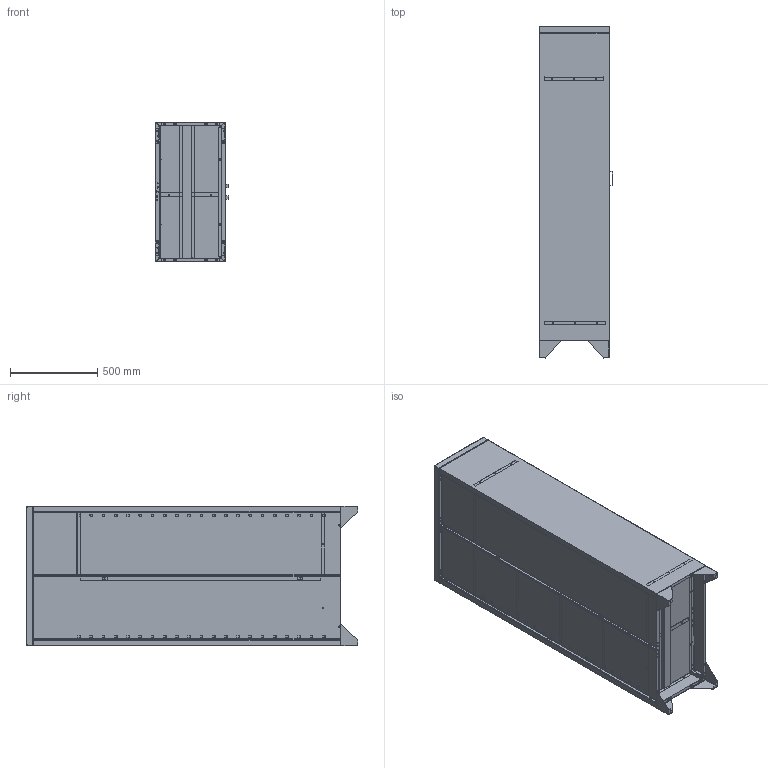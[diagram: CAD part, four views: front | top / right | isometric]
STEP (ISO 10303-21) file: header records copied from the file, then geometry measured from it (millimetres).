
FILE_DESCRIPTION (( 'STEP AP203' ), '1' );
FILE_NAME ('2010.STEP', '2023-06-15T05:21:23', ( '' ), ( '' ), 'SwSTEP 2.0', 'SolidWorks 2022', '' );
FILE_SCHEMA (( 'CONFIG_CONTROL_DESIGN' ));
Products named in the file (22): Matice M6-6-A3L ISO 4032-3.IGS; 04803119-B.IGS; 04800605-C.IGS; 04801621-A.IGS; 04803602-A_VýchozíSM-FLAT-PATTERN.IGS; Zrcadlení04803603-B_VýchozíSM-FLAT-PATTERN2.IGS; 04803603-B.IGS; 04803601.IGS; Sroub ISO 7049 - CH_ST4,8x9,5-C-H.IGS; 04801402-A.IGS; 04803120.IGS; 2010.IGS; 04801404-B.IGS; 04803608-A.IGS; 04800606-B.IGS; 04803606.IGS; 04800615.IGS; 04801401-B.IGS; Sroub ISO 7045 - Hs_M6x10-4.8-H.IGS; 2010; Zrcadlení04803109.IGS; MOSS_005487000002.IGS
Assembly tree (75 placements, depth 3):
  2010
    2010.IGS
      04801401-B.IGS
      04800605-C.IGS
      04800606-B.IGS
      04803603-B.IGS
      04800615.IGS  x3
      Sroub ISO 7049 - CH_ST4,8x9,5-C-H.IGS  x16
      MOSS_005487000002.IGS  x2
      04803119-B.IGS  x3
      04803602-A_VýchozíSM-FLAT-PATTERN.IGS
      04801404-B.IGS
      04803606.IGS
      04803120.IGS
      Zrcadlení04803109.IGS
      04803608-A.IGS
      04801621-A.IGS  x4
      04803601.IGS  x2
      Sroub ISO 7045 - Hs_M6x10-4.8-H.IGS  x16
      Matice M6-6-A3L ISO 4032-3.IGS  x16
      04801402-A.IGS
      Zrcadlení04803603-B_VýchozíSM-FLAT-PATTERN2.IGS
Bounding box: 418.33 x 1899.3 x 800 mm (x, y, z)
Volume: 4303064.9 mm3; surface area: 14749696.9 mm2
Topology: 77 solids, 77 shells, 7396 faces, 18144 edges, 10854 vertices
Faces by surface type: bspline 7396
Entity records: 366728 total; most frequent: CARTESIAN_POINT 281511, ORIENTED_EDGE 27436, EDGE_CURVE 13718, B_SPLINE_CURVE_WITH_KNOTS 10879, VERTEX_POINT 8213, EDGE_LOOP 6257, FACE_OUTER_BOUND 5537, ADVANCED_FACE 5537
